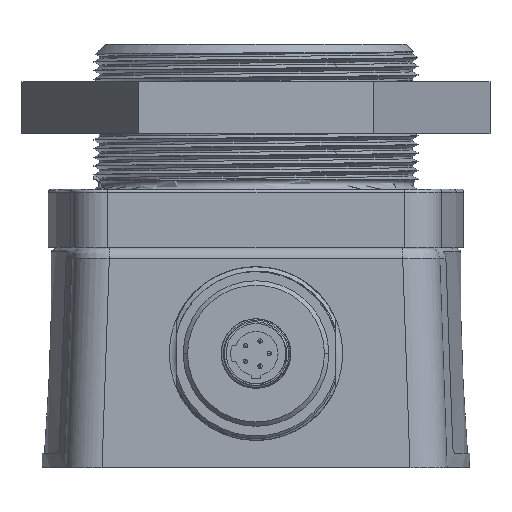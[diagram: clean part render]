
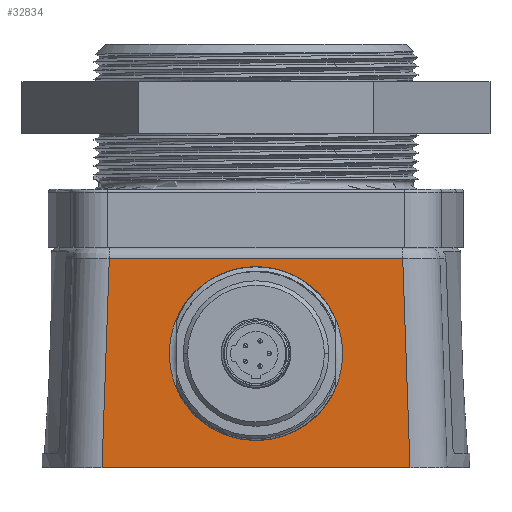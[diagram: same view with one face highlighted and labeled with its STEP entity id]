
A CAD part, front view. The second image highlights one B-rep face of the part: STEP entity #32834.
In plain terms, the highlighted planar face has unit normal (0, -1, 0).
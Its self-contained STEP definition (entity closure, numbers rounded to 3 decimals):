
#14=DIRECTION('',(1.,0.,0.));
#15=VECTOR('',#14,53.192);
#16=CARTESIAN_POINT('',(-26.596,0.,0.));
#17=LINE('',#16,#15);
#9950=CARTESIAN_POINT('',(26.596,0.,0.));
#9952=DIRECTION('',(-0.035,0.,0.999));
#9953=VECTOR('',#9952,36.122);
#9954=CARTESIAN_POINT('',(26.596,0.,0.));
#9955=LINE('',#9954,#9953);
#10019=DIRECTION('',(1.,0.,0.));
#10020=VECTOR('',#10019,50.671);
#10021=CARTESIAN_POINT('',(-25.335,0.,36.1));
#10022=LINE('',#10021,#10020);
#10028=CARTESIAN_POINT('',(0.,0.,19.7));
#10029=DIRECTION('',(0.,-1.,0.));
#10030=DIRECTION('',(0.,0.,-1.));
#10031=AXIS2_PLACEMENT_3D('',#10028,#10029,#10030);
#10033=CARTESIAN_POINT('',(0.,0.,19.7));
#10034=DIRECTION('',(0.,-1.,0.));
#10035=DIRECTION('',(0.,0.,1.));
#10036=AXIS2_PLACEMENT_3D('',#10033,#10034,#10035);
#10038=DIRECTION('',(0.035,0.,0.999));
#10039=VECTOR('',#10038,36.122);
#10040=CARTESIAN_POINT('',(-26.596,0.,0.));
#10041=LINE('',#10040,#10039);
#10042=CARTESIAN_POINT('',(-26.596,0.,0.));
#24917=CARTESIAN_POINT('',(-25.335,0.,36.1));
#24918=CARTESIAN_POINT('',(25.335,0.,36.1));
#24919=VERTEX_POINT('',#24917);
#24920=VERTEX_POINT('',#24918);
#24921=VERTEX_POINT('',#10042);
#24922=VERTEX_POINT('',#9950);
#25074=CARTESIAN_POINT('',(0.,0.,4.701));
#25075=CARTESIAN_POINT('',(0.,0.,34.699));
#25076=VERTEX_POINT('',#25074);
#25077=VERTEX_POINT('',#25075);
#32816=CARTESIAN_POINT('',(33.,0.,0.));
#32817=DIRECTION('',(0.,-1.,0.));
#32818=DIRECTION('',(-1.,0.,0.));
#32819=AXIS2_PLACEMENT_3D('',#32816,#32817,#32818);
#32820=PLANE('',#32819);
#32821=ORIENTED_EDGE('',*,*,#32809,.T.);
#32822=ORIENTED_EDGE('',*,*,#32720,.F.);
#32823=ORIENTED_EDGE('',*,*,#26908,.F.);
#32825=ORIENTED_EDGE('',*,*,#32824,.T.);
#32826=EDGE_LOOP('',(#32821,#32822,#32823,#32825));
#32827=FACE_OUTER_BOUND('',#32826,.F.);
#32829=ORIENTED_EDGE('',*,*,#32828,.T.);
#32831=ORIENTED_EDGE('',*,*,#32830,.T.);
#32832=EDGE_LOOP('',(#32829,#32831));
#32833=FACE_BOUND('',#32832,.F.);
#32834=ADVANCED_FACE('',(#32827,#32833),#32820,.T.);
#10032=CIRCLE('',#10031,14.999);
#10037=CIRCLE('',#10036,14.999);
#26908=EDGE_CURVE('',#24921,#24922,#17,.T.);
#32720=EDGE_CURVE('',#24922,#24920,#9955,.T.);
#32809=EDGE_CURVE('',#24919,#24920,#10022,.T.);
#32824=EDGE_CURVE('',#24921,#24919,#10041,.T.);
#32828=EDGE_CURVE('',#25076,#25077,#10032,.T.);
#32830=EDGE_CURVE('',#25077,#25076,#10037,.T.);
